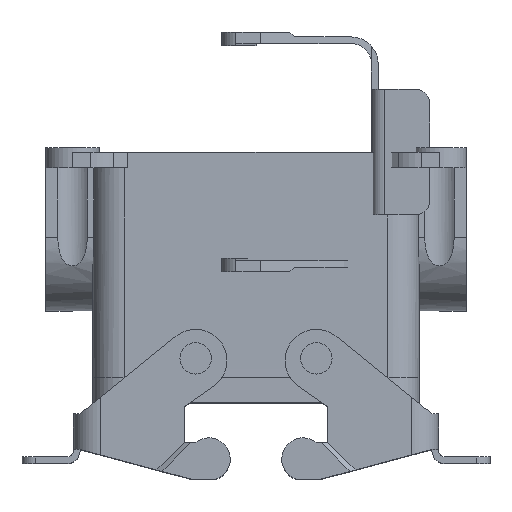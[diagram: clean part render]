
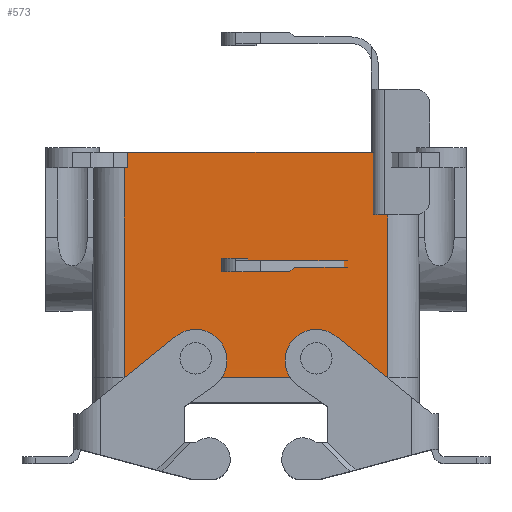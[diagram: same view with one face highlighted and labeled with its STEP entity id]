
A CAD part, top view. The second image highlights one B-rep face of the part: STEP entity #573.
In plain terms, the highlighted planar face has unit normal (0, 0, 1).
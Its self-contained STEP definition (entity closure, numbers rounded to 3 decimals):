
#573 = ADVANCED_FACE( '', ( #1190, #1191, #1192 ), #1193, .F. );
#1190 = FACE_BOUND( '', #1817, .T. );
#1191 = FACE_OUTER_BOUND( '', #1818, .T. );
#1192 = FACE_BOUND( '', #1819, .T. );
#1193 = PLANE( '', #1820 );
#1817 = EDGE_LOOP( '', ( #3392 ) );
#1818 = EDGE_LOOP( '', ( #3393, #3394, #3395, #3396, #3397, #3398, #3399, #3400 ) );
#1819 = EDGE_LOOP( '', ( #3401 ) );
#1820 = AXIS2_PLACEMENT_3D( '', #3402, #3403, #3404 );
#3392 = ORIENTED_EDGE( '', *, *, #3950, .F. );
#3393 = ORIENTED_EDGE( '', *, *, #3522, .T. );
#3394 = ORIENTED_EDGE( '', *, *, #3505, .F. );
#3395 = ORIENTED_EDGE( '', *, *, #4119, .T. );
#3396 = ORIENTED_EDGE( '', *, *, #3703, .T. );
#3397 = ORIENTED_EDGE( '', *, *, #4049, .F. );
#3398 = ORIENTED_EDGE( '', *, *, #4108, .F. );
#3399 = ORIENTED_EDGE( '', *, *, #3820, .T. );
#3400 = ORIENTED_EDGE( '', *, *, #4085, .T. );
#3401 = ORIENTED_EDGE( '', *, *, #3677, .F. );
#3402 = CARTESIAN_POINT( '', ( 0., -3.5, 21.5 ) );
#3403 = DIRECTION( '', ( 0., 0., -1. ) );
#3404 = DIRECTION( '', ( -1., 0., 0. ) );
#3505 = EDGE_CURVE( '', #4139, #4134, #4141, .T. );
#3522 = EDGE_CURVE( '', #4173, #4134, #4174, .T. );
#3677 = EDGE_CURVE( '', #4438, #4438, #4439, .F. );
#3703 = EDGE_CURVE( '', #4482, #4480, #4483, .T. );
#3820 = EDGE_CURVE( '', #4671, #4669, #4672, .T. );
#3950 = EDGE_CURVE( '', #4850, #4850, #4851, .F. );
#4049 = EDGE_CURVE( '', #4590, #4480, #4978, .T. );
#4085 = EDGE_CURVE( '', #4669, #4173, #5021, .T. );
#4108 = EDGE_CURVE( '', #4671, #4590, #5045, .T. );
#4119 = EDGE_CURVE( '', #4139, #4482, #5057, .T. );
#4134 = VERTEX_POINT( '', #5072 );
#4139 = VERTEX_POINT( '', #5079 );
#4141 = LINE( '', #5082, #5083 );
#4173 = VERTEX_POINT( '', #5123 );
#4174 = LINE( '', #5124, #5125 );
#4438 = VERTEX_POINT( '', #5497 );
#4439 = CIRCLE( '', #5498, 2.45 );
#4480 = VERTEX_POINT( '', #5548 );
#4482 = VERTEX_POINT( '', #5550 );
#4483 = LINE( '', #5551, #5552 );
#4590 = VERTEX_POINT( '', #5711 );
#4669 = VERTEX_POINT( '', #5927 );
#4671 = VERTEX_POINT( '', #5930 );
#4672 = LINE( '', #5931, #5932 );
#4850 = VERTEX_POINT( '', #6243 );
#4851 = CIRCLE( '', #6244, 2.45 );
#4978 = B_SPLINE_CURVE_WITH_KNOTS( '', 1, ( #6425, #6426 ), .UNSPECIFIED., .F., .F., ( 2, 2 ), ( 0., 1. ), .UNSPECIFIED. );
#5021 = LINE( '', #6476, #6477 );
#5045 = LINE( '', #6507, #6508 );
#5057 = LINE( '', #6521, #6522 );
#5072 = CARTESIAN_POINT( '', ( -28.625, 0., 21.5 ) );
#5079 = CARTESIAN_POINT( '', ( -28.625, -3.5, 21.5 ) );
#5082 = CARTESIAN_POINT( '', ( -28.625, -3.5, 21.5 ) );
#5083 = VECTOR( '', #6541, 1000. );
#5123 = CARTESIAN_POINT( '', ( 28.625, 0., 21.5 ) );
#5124 = CARTESIAN_POINT( '', ( 0., 0., 21.5 ) );
#5125 = VECTOR( '', #6571, 1000. );
#5497 = CARTESIAN_POINT( '', ( -15.95, -46.101, 21.5 ) );
#5498 = AXIS2_PLACEMENT_3D( '', #6750, #6751, #6752 );
#5548 = CARTESIAN_POINT( '', ( -29.5, -50.4, 21.505 ) );
#5550 = CARTESIAN_POINT( '', ( -29.5, -3.5, 21.5 ) );
#5551 = CARTESIAN_POINT( '', ( -29.5, 68.688, 21.5 ) );
#5552 = VECTOR( '', #6789, 1000. );
#5711 = CARTESIAN_POINT( '', ( 29.5, -50.4, 21.505 ) );
#5927 = CARTESIAN_POINT( '', ( 28.625, -3.5, 21.5 ) );
#5930 = CARTESIAN_POINT( '', ( 29.5, -3.5, 21.5 ) );
#5931 = CARTESIAN_POINT( '', ( -36.9, -3.5, 21.5 ) );
#5932 = VECTOR( '', #6923, 1000. );
#6243 = CARTESIAN_POINT( '', ( 11.05, -46.101, 21.5 ) );
#6244 = AXIS2_PLACEMENT_3D( '', #7066, #7067, #7068 );
#6425 = CARTESIAN_POINT( '', ( 29.5, -50.4, 21.51 ) );
#6426 = CARTESIAN_POINT( '', ( -29.5, -50.4, 21.51 ) );
#6476 = CARTESIAN_POINT( '', ( 28.625, -3.5, 21.5 ) );
#6477 = VECTOR( '', #7215, 1000. );
#6507 = CARTESIAN_POINT( '', ( 29.5, 68.688, 21.5 ) );
#6508 = VECTOR( '', #7228, 1000. );
#6521 = CARTESIAN_POINT( '', ( -36.9, -3.5, 21.5 ) );
#6522 = VECTOR( '', #7233, 1000. );
#6541 = DIRECTION( '', ( 0., 1., 0. ) );
#6571 = DIRECTION( '', ( -1., 0., 0. ) );
#6750 = CARTESIAN_POINT( '', ( -13.5, -46.101, 21.5 ) );
#6751 = DIRECTION( '', ( 0., 0., -1. ) );
#6752 = DIRECTION( '', ( -1., 0., 0. ) );
#6789 = DIRECTION( '', ( 0., -1., 0. ) );
#6923 = DIRECTION( '', ( -1., 0., 0. ) );
#7066 = CARTESIAN_POINT( '', ( 13.5, -46.101, 21.5 ) );
#7067 = DIRECTION( '', ( 0., 0., -1. ) );
#7068 = DIRECTION( '', ( -1., 0., 0. ) );
#7215 = DIRECTION( '', ( 0., 1., 0. ) );
#7228 = DIRECTION( '', ( 0., -1., 0. ) );
#7233 = DIRECTION( '', ( -1., 0., 0. ) );
